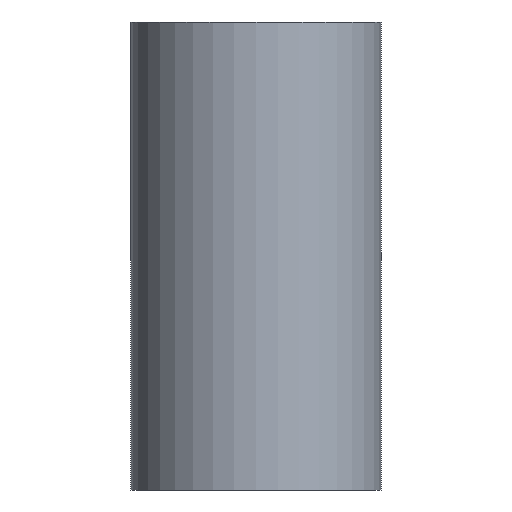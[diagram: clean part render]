
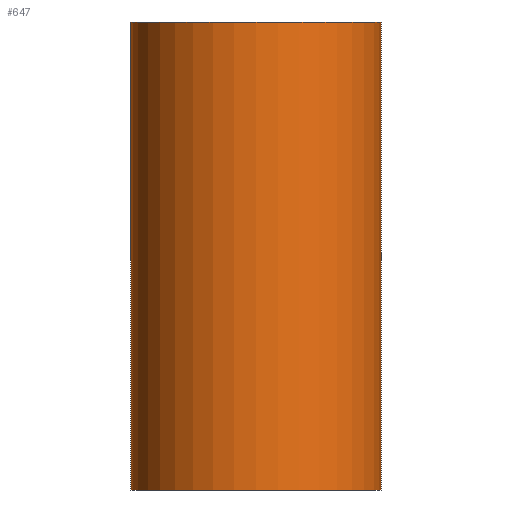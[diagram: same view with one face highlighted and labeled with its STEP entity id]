
A CAD part, front view. The second image highlights one B-rep face of the part: STEP entity #647.
In plain terms, the highlighted cylindrical face has radius 53 mm (diameter 106 mm), a full revolution.
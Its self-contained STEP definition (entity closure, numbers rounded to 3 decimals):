
#98=ELLIPSE('',#715,74.953,53.);
#99=ELLIPSE('',#716,74.953,53.);
#118=CYLINDRICAL_SURFACE('',#717,53.);
#141=FACE_BOUND('',#230,.T.);
#142=FACE_BOUND('',#231,.T.);
#167=FACE_OUTER_BOUND('',#229,.T.);
#229=EDGE_LOOP('',(#487));
#230=EDGE_LOOP('',(#488,#489));
#231=EDGE_LOOP('',(#490));
#274=CIRCLE('',#689,53.);
#278=CIRCLE('',#696,53.);
#301=VERTEX_POINT('',#872);
#305=VERTEX_POINT('',#883);
#315=VERTEX_POINT('',#912);
#316=VERTEX_POINT('',#913);
#368=EDGE_CURVE('',#301,#301,#274,.T.);
#372=EDGE_CURVE('',#305,#305,#278,.T.);
#382=EDGE_CURVE('',#315,#316,#98,.T.);
#383=EDGE_CURVE('',#316,#315,#99,.T.);
#487=ORIENTED_EDGE('',*,*,#368,.F.);
#488=ORIENTED_EDGE('',*,*,#383,.T.);
#489=ORIENTED_EDGE('',*,*,#382,.T.);
#490=ORIENTED_EDGE('',*,*,#372,.F.);
#647=ADVANCED_FACE('',(#167,#141,#142),#118,.T.);
#689=AXIS2_PLACEMENT_3D('',#873,#756,#757);
#696=AXIS2_PLACEMENT_3D('',#884,#770,#771);
#715=AXIS2_PLACEMENT_3D('',#914,#808,#809);
#716=AXIS2_PLACEMENT_3D('',#915,#810,#811);
#717=AXIS2_PLACEMENT_3D('',#916,#812,#813);
#756=DIRECTION('center_axis',(0.,0.,-1.));
#757=DIRECTION('ref_axis',(-1.,0.,0.));
#770=DIRECTION('center_axis',(0.,0.,1.));
#771=DIRECTION('ref_axis',(-1.,0.,0.));
#808=DIRECTION('center_axis',(0.,-0.707,-0.707));
#809=DIRECTION('ref_axis',(0.,0.707,-0.707));
#810=DIRECTION('center_axis',(0.,-0.707,0.707));
#811=DIRECTION('ref_axis',(0.,-0.707,-0.707));
#812=DIRECTION('center_axis',(0.,0.,1.));
#813=DIRECTION('ref_axis',(-1.,0.,0.));
#872=CARTESIAN_POINT('',(53.,0.,-99.));
#873=CARTESIAN_POINT('Origin',(0.,0.,-99.));
#883=CARTESIAN_POINT('',(53.,0.,99.));
#884=CARTESIAN_POINT('Origin',(0.,0.,99.));
#912=CARTESIAN_POINT('',(-53.,0.,0.));
#913=CARTESIAN_POINT('',(53.,0.,0.));
#914=CARTESIAN_POINT('Origin',(0.,0.,0.));
#915=CARTESIAN_POINT('Origin',(0.,0.,0.));
#916=CARTESIAN_POINT('Origin',(0.,0.,0.));
